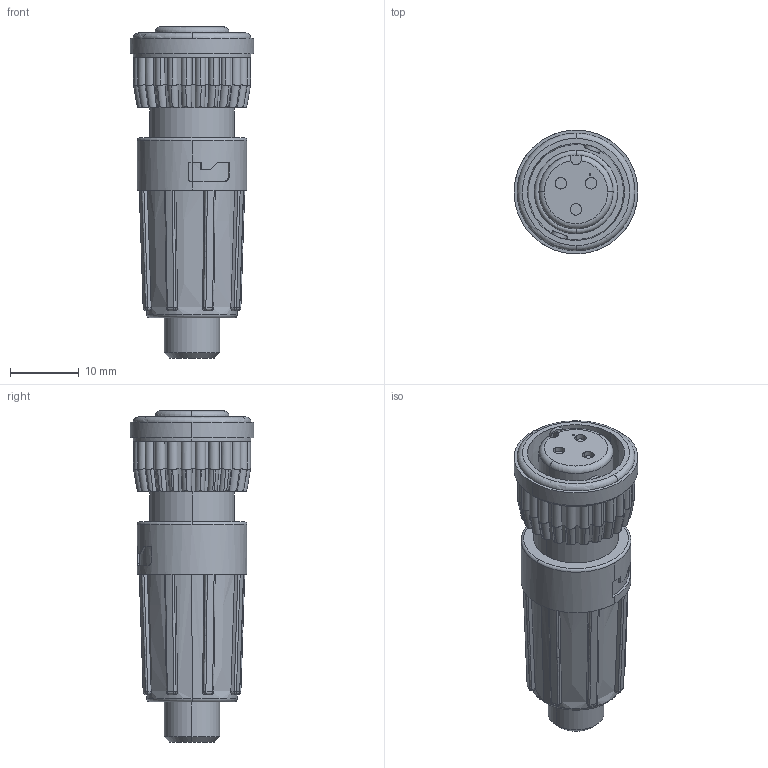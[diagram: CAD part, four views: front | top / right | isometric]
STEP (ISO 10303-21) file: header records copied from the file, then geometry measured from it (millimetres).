
FILE_DESCRIPTION (( 'STEP AP203' ), '1' );
FILE_NAME ('6282-3SG-522.STEP', '2014-08-22T15:21:44', ( '' ), ( '' ), 'SwSTEP 2.0', 'SolidWorks 2014', '' );
FILE_SCHEMA (( 'CONFIG_CONTROL_DESIGN' ));
Length unit declared in the file: inch
Products named in the file (1): 6282-3SG-522
Bounding box: 18.03 x 18.02 x 48.39 mm (x, y, z)
Volume: 7159 mm3; surface area: 3715.7 mm2
Topology: 1 solids, 1 shells, 397 faces, 1118 edges, 718 vertices
Faces by surface type: cylinder 196, plane 94, bspline 64, torus 35, cone 7, sphere 1
Entity records: 21640 total; most frequent: CARTESIAN_POINT 12934, ORIENTED_EDGE 2200, DIRECTION 1206, EDGE_CURVE 1100, VERTEX_POINT 717, B_SPLINE_CURVE_WITH_KNOTS 656, AXIS2_PLACEMENT_3D 457, EDGE_LOOP 409
